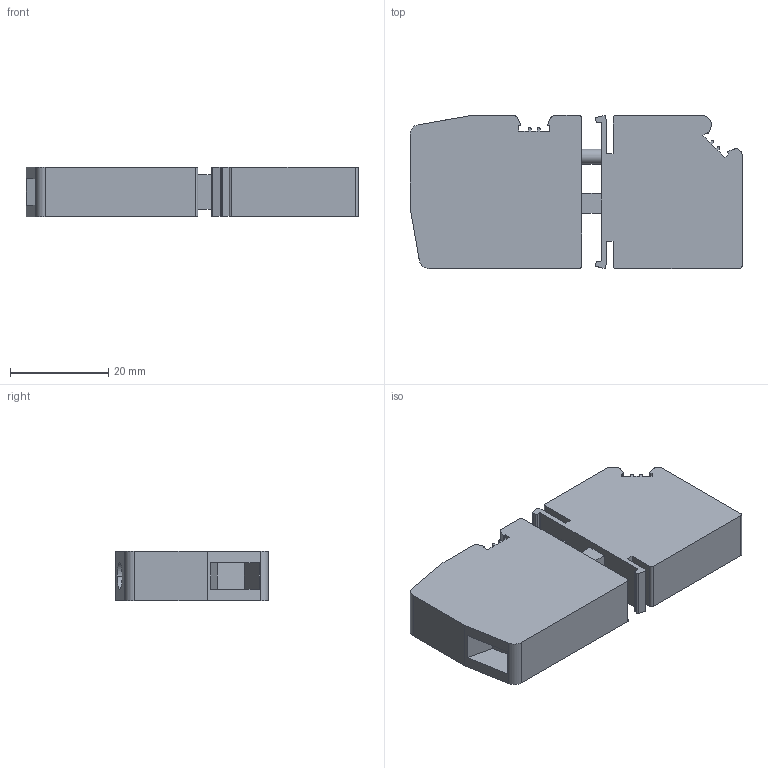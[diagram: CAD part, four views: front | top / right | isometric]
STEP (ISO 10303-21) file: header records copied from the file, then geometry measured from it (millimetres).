
FILE_DESCRIPTION(('SolidDesigner STEP Export'),'2;1');
FILE_NAME('0714024_hdfk10_hv_z_select.stp','2008-10-21T10:26:54',(''),(''),'OneSpace Designer STEP processor for AP214 (Solid Model)','OneSpace Designer 14.50 18-Oct-2006 (C) CoCreate Software GmbH','');
FILE_SCHEMA(('AUTOMOTIVE_DESIGN { 1 0 10303 214 1 1 1 1 }'));
Length unit declared in the file: millimetre
Products named in the file (2): 0714024_hdfk10_hv_z_select
Assembly tree (1 placements, depth 2):
  0714024_hdfk10_hv_z_select
    0714024_hdfk10_hv_z_select
Bounding box: 67.67 x 31.2 x 10.1 mm (x, y, z)
Volume: 18188 mm3; surface area: 7147.4 mm2
Topology: 1 solids, 1 shells, 119 faces, 334 edges, 223 vertices
Faces by surface type: plane 74, cylinder 45
Entity records: 4454 total; most frequent: ORIENTED_EDGE 668, CARTESIAN_POINT 644, DIRECTION 599, EDGE_CURVE 334, VECTOR 243, LINE 243, VERTEX_POINT 223, AXIS2_PLACEMENT_3D 178
